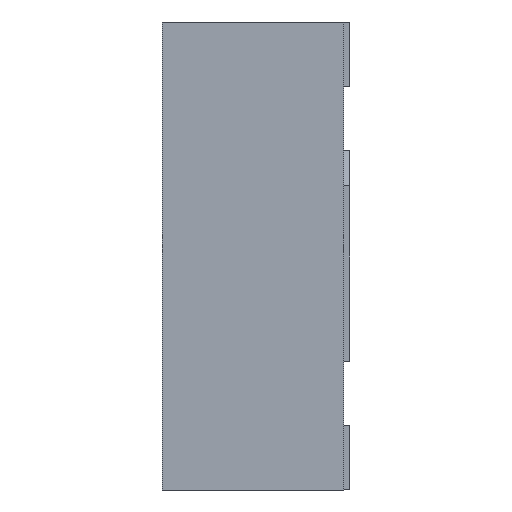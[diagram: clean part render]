
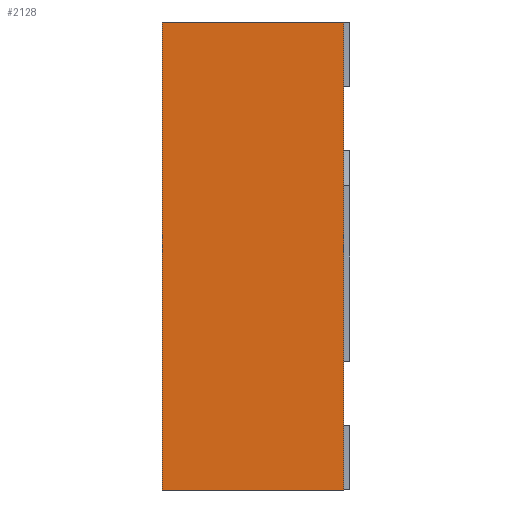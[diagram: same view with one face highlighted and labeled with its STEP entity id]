
A CAD part, left-side view. The second image highlights one B-rep face of the part: STEP entity #2128.
In plain terms, the highlighted planar face has unit normal (-1, 0, 0).
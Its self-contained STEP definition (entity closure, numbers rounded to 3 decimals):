
#136 = LINE ( 'NONE', #2190, #2526 ) ;
#185 = VERTEX_POINT ( 'NONE', #2031 ) ;
#224 = EDGE_CURVE ( 'NONE', #2445, #1093, #1302, .T. ) ;
#250 = CARTESIAN_POINT ( 'NONE',  ( -1., 0., 1. ) ) ;
#302 = CARTESIAN_POINT ( 'NONE',  ( -1., 0.775, 1. ) ) ;
#401 = ORIENTED_EDGE ( 'NONE', *, *, #859, .T. ) ;
#526 = CARTESIAN_POINT ( 'NONE',  ( -1., 0.775, -1. ) ) ;
#568 = FACE_OUTER_BOUND ( 'NONE', #902, .T. ) ;
#677 = DIRECTION ( 'NONE',  ( 0., -1., 0. ) ) ;
#720 = ORIENTED_EDGE ( 'NONE', *, *, #2589, .F. ) ;
#859 = EDGE_CURVE ( 'NONE', #1093, #185, #1265, .T. ) ;
#897 = CARTESIAN_POINT ( 'NONE',  ( -1., 0.775, 1. ) ) ;
#902 = EDGE_LOOP ( 'NONE', ( #401, #2171, #720, #2114 ) ) ;
#940 = DIRECTION ( 'NONE',  ( 0., 0., -1. ) ) ;
#1025 = CARTESIAN_POINT ( 'NONE',  ( -1., 0.775, -1. ) ) ;
#1078 = LINE ( 'NONE', #1096, #1544 ) ;
#1093 = VERTEX_POINT ( 'NONE', #2498 ) ;
#1096 = CARTESIAN_POINT ( 'NONE',  ( -1., 0.775, 1. ) ) ;
#1265 = LINE ( 'NONE', #250, #2559 ) ;
#1302 = LINE ( 'NONE', #526, #2391 ) ;
#1328 = DIRECTION ( 'NONE',  ( 0., 0., 1. ) ) ;
#1544 = VECTOR ( 'NONE', #677, 1000. ) ;
#1604 = EDGE_CURVE ( 'NONE', #2573, #185, #1078, .T. ) ;
#1617 = PLANE ( 'NONE',  #2840 ) ;
#2031 = CARTESIAN_POINT ( 'NONE',  ( -1., 0., 1. ) ) ;
#2039 = DIRECTION ( 'NONE',  ( 0., 0., 1. ) ) ;
#2114 = ORIENTED_EDGE ( 'NONE', *, *, #224, .T. ) ;
#2128 = ADVANCED_FACE ( 'NONE', ( #568 ), #1617, .F. ) ;
#2171 = ORIENTED_EDGE ( 'NONE', *, *, #1604, .F. ) ;
#2190 = CARTESIAN_POINT ( 'NONE',  ( -1., 0.775, 1. ) ) ;
#2264 = DIRECTION ( 'NONE',  ( 1., 0., 0. ) ) ;
#2285 = DIRECTION ( 'NONE',  ( 0., -1., 0. ) ) ;
#2391 = VECTOR ( 'NONE', #2285, 1000. ) ;
#2445 = VERTEX_POINT ( 'NONE', #1025 ) ;
#2498 = CARTESIAN_POINT ( 'NONE',  ( -1., 0., -1. ) ) ;
#2526 = VECTOR ( 'NONE', #2039, 1000. ) ;
#2559 = VECTOR ( 'NONE', #1328, 1000. ) ;
#2573 = VERTEX_POINT ( 'NONE', #897 ) ;
#2589 = EDGE_CURVE ( 'NONE', #2445, #2573, #136, .T. ) ;
#2840 = AXIS2_PLACEMENT_3D ( 'NONE', #302, #2264, #940 ) ;
